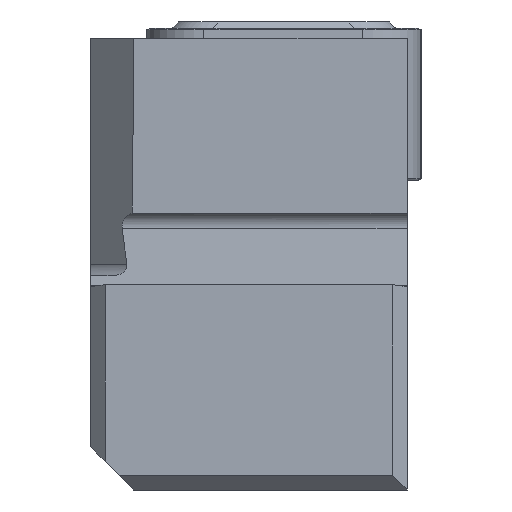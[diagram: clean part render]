
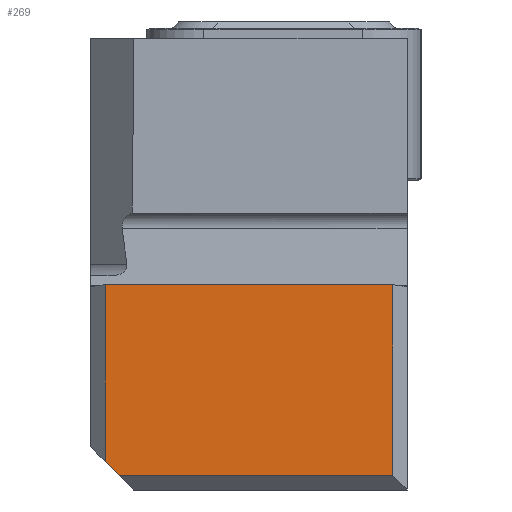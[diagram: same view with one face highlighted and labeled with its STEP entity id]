
A CAD part, left-side view. The second image highlights one B-rep face of the part: STEP entity #269.
In plain terms, the highlighted planar face has unit normal (-1, 0, 0).
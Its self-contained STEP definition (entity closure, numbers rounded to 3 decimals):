
#269=ADVANCED_FACE('',(#486),#380,.F.);
#380=PLANE('',#2943);
#486=FACE_OUTER_BOUND('',#630,.T.);
#630=EDGE_LOOP('',(#1182,#1183,#1184,#1185,#1186));
#1182=ORIENTED_EDGE('',*,*,#2052,.F.);
#1183=ORIENTED_EDGE('',*,*,#2053,.F.);
#1184=ORIENTED_EDGE('',*,*,#2054,.F.);
#1185=ORIENTED_EDGE('',*,*,#2055,.T.);
#1186=ORIENTED_EDGE('',*,*,#2056,.F.);
#1717=VERTEX_POINT('',#4291);
#1718=VERTEX_POINT('',#4292);
#1719=VERTEX_POINT('',#4294);
#1720=VERTEX_POINT('',#4296);
#1721=VERTEX_POINT('',#4298);
#2052=EDGE_CURVE('',#1717,#1718,#2393,.T.);
#2053=EDGE_CURVE('',#1719,#1717,#2394,.T.);
#2054=EDGE_CURVE('',#1720,#1719,#2395,.T.);
#2055=EDGE_CURVE('',#1720,#1721,#2396,.T.);
#2056=EDGE_CURVE('',#1718,#1721,#2397,.T.);
#2393=LINE('',#4290,#2677);
#2394=LINE('',#4293,#2678);
#2395=LINE('',#4295,#2679);
#2396=LINE('',#4297,#2680);
#2397=LINE('',#4299,#2681);
#2677=VECTOR('',#3472,1.);
#2678=VECTOR('',#3473,1.);
#2679=VECTOR('',#3474,1.);
#2680=VECTOR('',#3475,1.);
#2681=VECTOR('',#3476,1.);
#2943=AXIS2_PLACEMENT_3D('',#4300,#3477,#3478);
#3472=DIRECTION('',(0.,0.707,0.707));
#3473=DIRECTION('',(0.,1.,0.));
#3474=DIRECTION('',(0.,0.,-1.));
#3475=DIRECTION('',(0.,1.,0.));
#3476=DIRECTION('',(0.,0.,1.));
#3477=DIRECTION('',(1.,0.,0.));
#3478=DIRECTION('',(0.,0.,-1.));
#4290=CARTESIAN_POINT('',(-42.996,20.005,-32.));
#4291=CARTESIAN_POINT('',(-42.996,21.005,-31.));
#4292=CARTESIAN_POINT('',(-42.996,22.005,-30.));
#4293=CARTESIAN_POINT('',(-42.996,20.005,-31.));
#4294=CARTESIAN_POINT('',(-42.996,2.005,-31.));
#4295=CARTESIAN_POINT('',(-42.996,2.005,-32.));
#4296=CARTESIAN_POINT('',(-42.996,2.005,-17.726));
#4297=CARTESIAN_POINT('',(-42.996,-74.868,-17.726));
#4298=CARTESIAN_POINT('',(-42.996,22.005,-17.726));
#4299=CARTESIAN_POINT('',(-42.996,22.005,-32.));
#4300=CARTESIAN_POINT('',(-42.996,23.005,-32.));
